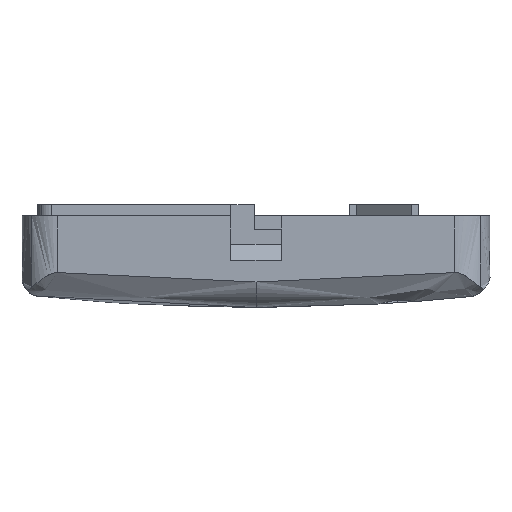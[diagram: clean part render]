
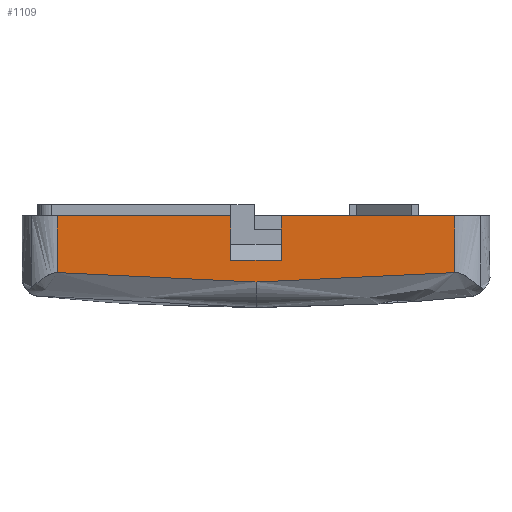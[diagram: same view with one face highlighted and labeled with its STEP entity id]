
A CAD part, front view. The second image highlights one B-rep face of the part: STEP entity #1109.
In plain terms, the highlighted free-form (B-spline) face has degree [1, 1] with [2, 2] control points.
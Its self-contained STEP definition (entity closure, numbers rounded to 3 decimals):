
#1035=(
BOUNDED_SURFACE()
B_SPLINE_SURFACE(1,1,((#1036,#1037),(#1038,#1039)),.UNSPECIFIED.,.F.,.F.,.F.)
B_SPLINE_SURFACE_WITH_KNOTS((2,2),(2,2),(0.000,1.000),(0.000,1.000),.UNSPECIFIED.)
GEOMETRIC_REPRESENTATION_ITEM()
RATIONAL_B_SPLINE_SURFACE(((1.,1.),(1.,1.)))
REPRESENTATION_ITEM('')
SURFACE()
);
#1036=CARTESIAN_POINT('',(14.029,-44.997,6.5));
#1037=CARTESIAN_POINT('',(14.029,-44.997,0.));
#1038=CARTESIAN_POINT('',(-14.029,-44.997,6.5));
#1039=CARTESIAN_POINT('',(-14.029,-44.997,0.));
#1040=CARTESIAN_POINT('',(14.029,-44.997,2.492));
#1041=VERTEX_POINT('',#1040);
#1042=(
BOUNDED_CURVE()
B_SPLINE_CURVE(3,(#1043,#1044,#1045,#1046),.UNSPECIFIED.,.F.,.F.)
B_SPLINE_CURVE_WITH_KNOTS((4,4),(0.000,1.000),.UNSPECIFIED.)
CURVE()
GEOMETRIC_REPRESENTATION_ITEM()
RATIONAL_B_SPLINE_CURVE((1.,1.,1.,1.))
REPRESENTATION_ITEM('')
);
#1043=CARTESIAN_POINT('',(14.029,-44.997,2.492));
#1044=CARTESIAN_POINT('',(9.368,-44.997,2.049));
#1045=CARTESIAN_POINT('',(4.682,-44.997,1.826));
#1046=CARTESIAN_POINT('',(0.,-44.997,1.826));
#1047=CARTESIAN_POINT('',(0.,-44.997,1.826));
#1048=VERTEX_POINT('',#1047);
#1049=EDGE_CURVE('',#1041,#1048,#1042,.T.);
#1050=ORIENTED_EDGE('',*,*,#1049,.T.);
#1051=(
BOUNDED_CURVE()
B_SPLINE_CURVE(3,(#1052,#1053,#1054,#1055),.UNSPECIFIED.,.F.,.F.)
B_SPLINE_CURVE_WITH_KNOTS((4,4),(0.000,1.000),.UNSPECIFIED.)
CURVE()
GEOMETRIC_REPRESENTATION_ITEM()
RATIONAL_B_SPLINE_CURVE((1.,1.,1.,1.))
REPRESENTATION_ITEM('')
);
#1052=CARTESIAN_POINT('',(0.,-44.997,1.826));
#1053=CARTESIAN_POINT('',(-4.682,-44.997,1.826));
#1054=CARTESIAN_POINT('',(-9.368,-44.997,2.049));
#1055=CARTESIAN_POINT('',(-14.029,-44.997,2.492));
#1056=CARTESIAN_POINT('',(-14.029,-44.997,2.492));
#1057=VERTEX_POINT('',#1056);
#1058=EDGE_CURVE('',#1048,#1057,#1051,.T.);
#1059=ORIENTED_EDGE('',*,*,#1058,.T.);
#1060=(
BOUNDED_CURVE()
B_SPLINE_CURVE(1,(#1061,#1062),.UNSPECIFIED.,.F.,.F.)
B_SPLINE_CURVE_WITH_KNOTS((2,2),(0.000,1.000),.UNSPECIFIED.)
CURVE()
GEOMETRIC_REPRESENTATION_ITEM()
RATIONAL_B_SPLINE_CURVE((1.,1.))
REPRESENTATION_ITEM('')
);
#1061=CARTESIAN_POINT('',(-14.029,-44.997,2.492));
#1062=CARTESIAN_POINT('',(-14.029,-44.997,6.5));
#1063=CARTESIAN_POINT('',(-14.029,-44.997,6.5));
#1064=VERTEX_POINT('',#1063);
#1065=EDGE_CURVE('',#1057,#1064,#1060,.T.);
#1066=ORIENTED_EDGE('',*,*,#1065,.T.);
#1067=(
BOUNDED_CURVE()
B_SPLINE_CURVE(1,(#1068,#1069),.UNSPECIFIED.,.F.,.F.)
B_SPLINE_CURVE_WITH_KNOTS((2,2),(0.000,1.000),.UNSPECIFIED.)
CURVE()
GEOMETRIC_REPRESENTATION_ITEM()
RATIONAL_B_SPLINE_CURVE((1.,1.))
REPRESENTATION_ITEM('')
);
#1068=CARTESIAN_POINT('',(-14.029,-44.997,6.5));
#1069=CARTESIAN_POINT('',(-1.8,-44.997,6.5));
#1070=CARTESIAN_POINT('',(-1.8,-44.997,6.5));
#1071=VERTEX_POINT('',#1070);
#1072=EDGE_CURVE('',#1064,#1071,#1067,.T.);
#1073=ORIENTED_EDGE('',*,*,#1072,.T.);
#1074=(
BOUNDED_CURVE()
B_SPLINE_CURVE(1,(#1075,#1076),.UNSPECIFIED.,.F.,.F.)
B_SPLINE_CURVE_WITH_KNOTS((2,2),(0.000,1.000),.UNSPECIFIED.)
CURVE()
GEOMETRIC_REPRESENTATION_ITEM()
RATIONAL_B_SPLINE_CURVE((1.,1.))
REPRESENTATION_ITEM('')
);
#1075=CARTESIAN_POINT('',(-1.8,-44.997,6.5));
#1076=CARTESIAN_POINT('',(-1.8,-44.997,3.35));
#1077=CARTESIAN_POINT('',(-1.8,-44.997,3.35));
#1078=VERTEX_POINT('',#1077);
#1079=EDGE_CURVE('',#1071,#1078,#1074,.T.);
#1080=ORIENTED_EDGE('',*,*,#1079,.T.);
#1081=(
BOUNDED_CURVE()
B_SPLINE_CURVE(1,(#1082,#1083),.UNSPECIFIED.,.F.,.F.)
B_SPLINE_CURVE_WITH_KNOTS((2,2),(0.000,1.000),.UNSPECIFIED.)
CURVE()
GEOMETRIC_REPRESENTATION_ITEM()
RATIONAL_B_SPLINE_CURVE((1.,1.))
REPRESENTATION_ITEM('')
);
#1082=CARTESIAN_POINT('',(-1.8,-44.997,3.35));
#1083=CARTESIAN_POINT('',(1.8,-44.997,3.35));
#1084=CARTESIAN_POINT('',(1.8,-44.997,3.35));
#1085=VERTEX_POINT('',#1084);
#1086=EDGE_CURVE('',#1078,#1085,#1081,.T.);
#1087=ORIENTED_EDGE('',*,*,#1086,.T.);
#1088=(
BOUNDED_CURVE()
B_SPLINE_CURVE(1,(#1089,#1090),.UNSPECIFIED.,.F.,.F.)
B_SPLINE_CURVE_WITH_KNOTS((2,2),(0.000,1.000),.UNSPECIFIED.)
CURVE()
GEOMETRIC_REPRESENTATION_ITEM()
RATIONAL_B_SPLINE_CURVE((1.,1.))
REPRESENTATION_ITEM('')
);
#1089=CARTESIAN_POINT('',(1.8,-44.997,3.35));
#1090=CARTESIAN_POINT('',(1.8,-44.997,6.5));
#1091=CARTESIAN_POINT('',(1.8,-44.997,6.5));
#1092=VERTEX_POINT('',#1091);
#1093=EDGE_CURVE('',#1085,#1092,#1088,.T.);
#1094=ORIENTED_EDGE('',*,*,#1093,.T.);
#1095=(
BOUNDED_CURVE()
B_SPLINE_CURVE(1,(#1096,#1097),.UNSPECIFIED.,.F.,.F.)
B_SPLINE_CURVE_WITH_KNOTS((2,2),(0.000,1.000),.UNSPECIFIED.)
CURVE()
GEOMETRIC_REPRESENTATION_ITEM()
RATIONAL_B_SPLINE_CURVE((1.,1.))
REPRESENTATION_ITEM('')
);
#1096=CARTESIAN_POINT('',(1.8,-44.997,6.5));
#1097=CARTESIAN_POINT('',(14.029,-44.997,6.5));
#1098=CARTESIAN_POINT('',(14.029,-44.997,6.5));
#1099=VERTEX_POINT('',#1098);
#1100=EDGE_CURVE('',#1092,#1099,#1095,.T.);
#1101=ORIENTED_EDGE('',*,*,#1100,.T.);
#1102=(
BOUNDED_CURVE()
B_SPLINE_CURVE(1,(#1103,#1104),.UNSPECIFIED.,.F.,.F.)
B_SPLINE_CURVE_WITH_KNOTS((2,2),(0.000,1.000),.UNSPECIFIED.)
CURVE()
GEOMETRIC_REPRESENTATION_ITEM()
RATIONAL_B_SPLINE_CURVE((1.,1.))
REPRESENTATION_ITEM('')
);
#1103=CARTESIAN_POINT('',(14.029,-44.997,6.5));
#1104=CARTESIAN_POINT('',(14.029,-44.997,2.492));
#1105=EDGE_CURVE('',#1099,#1041,#1102,.T.);
#1106=ORIENTED_EDGE('',*,*,#1105,.T.);
#1107=EDGE_LOOP('',(#1050,#1059,#1066,#1073,#1080,#1087,#1094,#1101,#1106));
#1108=FACE_OUTER_BOUND('',#1107,.T.);
#1109=ADVANCED_FACE('',(#1108),#1035,.T.);
